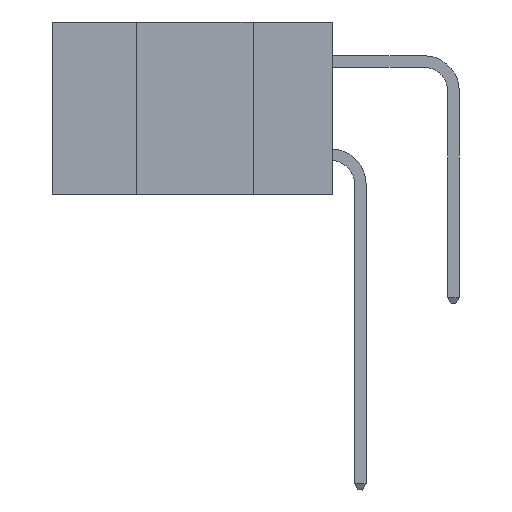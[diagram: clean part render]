
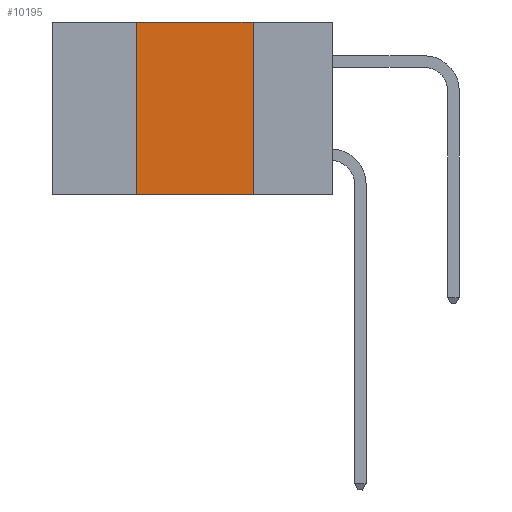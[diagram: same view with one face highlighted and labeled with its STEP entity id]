
A CAD part, left-side view. The second image highlights one B-rep face of the part: STEP entity #10195.
In plain terms, the highlighted planar face has unit normal (-1, 0, 0).
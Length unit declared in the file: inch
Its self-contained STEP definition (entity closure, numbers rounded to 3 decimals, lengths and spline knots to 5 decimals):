
#26 = CARTESIAN_POINT ( 'NONE',  ( 0., 0.17, -0.37 ) ) ;
#674 = LINE ( 'NONE', #16239, #16513 ) ;
#2417 = CARTESIAN_POINT ( 'NONE',  ( 0., 0.42, -0.37 ) ) ;
#2492 = CARTESIAN_POINT ( 'NONE',  ( 0., 0.6, 0. ) ) ;
#2514 = LINE ( 'NONE', #2417, #5103 ) ;
#2576 = CARTESIAN_POINT ( 'NONE',  ( 0., 0.42, -0.37 ) ) ;
#4104 = VERTEX_POINT ( 'NONE', #2576 ) ;
#4777 = CARTESIAN_POINT ( 'NONE',  ( 0., 0.17, -0.37 ) ) ;
#5103 = VECTOR ( 'NONE', #10384, 39.37008 ) ;
#5400 = VERTEX_POINT ( 'NONE', #18890 ) ;
#5545 = EDGE_CURVE ( 'NONE', #4104, #14630, #2514, .T. ) ;
#6045 = EDGE_CURVE ( 'NONE', #14630, #5400, #11696, .T. ) ;
#6089 = ORIENTED_EDGE ( 'NONE', *, *, #6045, .F. ) ;
#7591 = VECTOR ( 'NONE', #17014, 39.37008 ) ;
#8127 = ORIENTED_EDGE ( 'NONE', *, *, #9926, .F. ) ;
#8742 = DIRECTION ( 'NONE',  ( 1., 0., 0. ) ) ;
#8952 = DIRECTION ( 'NONE',  ( 0., 0., -1. ) ) ;
#9546 = AXIS2_PLACEMENT_3D ( 'NONE', #2492, #8742, #8952 ) ;
#9926 = EDGE_CURVE ( 'NONE', #5400, #17503, #12613, .T. ) ;
#9996 = DIRECTION ( 'NONE',  ( 0., -1., 0. ) ) ;
#10195 = ADVANCED_FACE ( 'NONE', ( #13398 ), #19492, .F. ) ;
#10229 = ORIENTED_EDGE ( 'NONE', *, *, #5545, .F. ) ;
#10384 = DIRECTION ( 'NONE',  ( 0., 0., 1. ) ) ;
#11696 = LINE ( 'NONE', #14855, #19310 ) ;
#12613 = LINE ( 'NONE', #26, #7591 ) ;
#13398 = FACE_OUTER_BOUND ( 'NONE', #17533, .T. ) ;
#13505 = DIRECTION ( 'NONE',  ( 0., -1., 0. ) ) ;
#13604 = ORIENTED_EDGE ( 'NONE', *, *, #19002, .T. ) ;
#14630 = VERTEX_POINT ( 'NONE', #16169 ) ;
#14855 = CARTESIAN_POINT ( 'NONE',  ( 0., 0.6, 0. ) ) ;
#16169 = CARTESIAN_POINT ( 'NONE',  ( 0., 0.42, 0. ) ) ;
#16239 = CARTESIAN_POINT ( 'NONE',  ( 0., 0.6, -0.37 ) ) ;
#16513 = VECTOR ( 'NONE', #9996, 39.37008 ) ;
#17014 = DIRECTION ( 'NONE',  ( 0., 0., -1. ) ) ;
#17503 = VERTEX_POINT ( 'NONE', #4777 ) ;
#17533 = EDGE_LOOP ( 'NONE', ( #8127, #6089, #10229, #13604 ) ) ;
#18890 = CARTESIAN_POINT ( 'NONE',  ( 0., 0.17, 0. ) ) ;
#19002 = EDGE_CURVE ( 'NONE', #4104, #17503, #674, .T. ) ;
#19310 = VECTOR ( 'NONE', #13505, 39.37008 ) ;
#19492 = PLANE ( 'NONE',  #9546 ) ;
